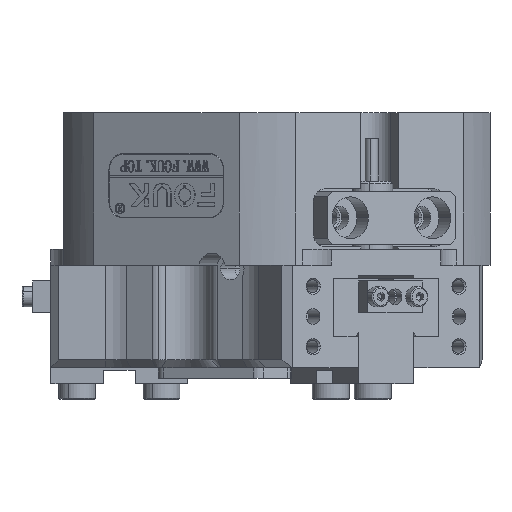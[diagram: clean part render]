
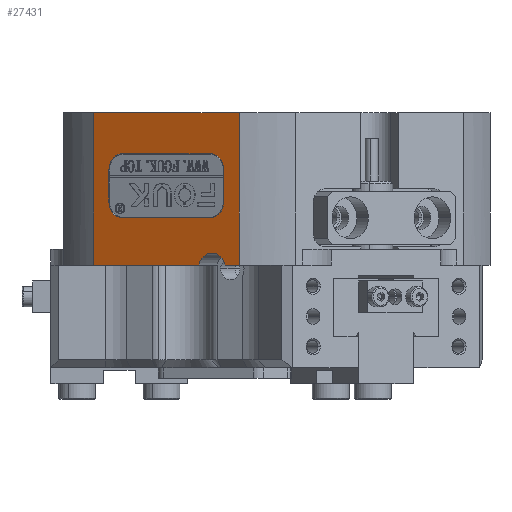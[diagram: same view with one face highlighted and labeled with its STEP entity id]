
A CAD part, front view. The second image highlights one B-rep face of the part: STEP entity #27431.
In plain terms, the highlighted planar face has unit normal (-0.5, -0.866, 0).
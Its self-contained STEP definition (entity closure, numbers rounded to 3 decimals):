
#316 = CARTESIAN_POINT ( 'NONE',  ( -23.972, -41.816, 119.728 ) ) ;
#593 = CIRCLE ( 'NONE', #1331, 3. ) ;
#751 = VERTEX_POINT ( 'NONE', #17394 ) ;
#870 = DIRECTION ( 'NONE',  ( -0.5, -0.866, 0. ) ) ;
#1128 = ORIENTED_EDGE ( 'NONE', *, *, #9422, .T. ) ;
#1331 = AXIS2_PLACEMENT_3D ( 'NONE', #13696, #870, #17181 ) ;
#1769 = CARTESIAN_POINT ( 'NONE',  ( -48.713, -27.532, 108.928 ) ) ;
#2165 = VERTEX_POINT ( 'NONE', #10526 ) ;
#2412 = CARTESIAN_POINT ( 'NONE',  ( -26.614, -40.291, 90.728 ) ) ;
#2550 = EDGE_LOOP ( 'NONE', ( #13851, #17810, #32470, #1128, #14568, #24461 ) ) ;
#3176 = DIRECTION ( 'NONE',  ( 0., 0., 1. ) ) ;
#3921 = ORIENTED_EDGE ( 'NONE', *, *, #24654, .F. ) ;
#4432 = CIRCLE ( 'NONE', #30902, 3. ) ;
#4575 = CARTESIAN_POINT ( 'NONE',  ( -29.487, -38.632, 111.928 ) ) ;
#4599 = CARTESIAN_POINT ( 'NONE',  ( -46.115, -29.032, 108.928 ) ) ;
#4694 = PLANE ( 'NONE',  #18424 ) ;
#4810 = EDGE_LOOP ( 'NONE', ( #22262, #20929, #23800, #3921, #37816, #36189, #34462, #8908 ) ) ;
#4968 = LINE ( 'NONE', #40802, #26305 ) ;
#5101 = VERTEX_POINT ( 'NONE', #14588 ) ;
#5495 = VECTOR ( 'NONE', #29304, 1000. ) ;
#5556 = DIRECTION ( 'NONE',  ( -0.5, -0.866, 0. ) ) ;
#5572 = VECTOR ( 'NONE', #26072, 1000. ) ;
#5786 = FACE_BOUND ( 'NONE', #4810, .T. ) ;
#6121 = DIRECTION ( 'NONE',  ( 0., 0., 1. ) ) ;
#6214 = CIRCLE ( 'NONE', #20605, 3. ) ;
#7094 = DIRECTION ( 'NONE',  ( -0.5, -0.866, 0. ) ) ;
#7209 = LINE ( 'NONE', #26773, #34834 ) ;
#7341 = FACE_OUTER_BOUND ( 'NONE', #2550, .T. ) ;
#7595 = CARTESIAN_POINT ( 'NONE',  ( -15.196, -46.883, 140.728 ) ) ;
#8908 = ORIENTED_EDGE ( 'NONE', *, *, #16909, .F. ) ;
#9136 = EDGE_CURVE ( 'NONE', #2165, #39876, #13956, .T. ) ;
#9356 = VERTEX_POINT ( 'NONE', #32749 ) ;
#9422 = EDGE_CURVE ( 'NONE', #9356, #26761, #27489, .T. ) ;
#9798 = DIRECTION ( 'NONE',  ( 0., 0., -1. ) ) ;
#10526 = CARTESIAN_POINT ( 'NONE',  ( -48.713, -27.532, 102.728 ) ) ;
#10554 = DIRECTION ( 'NONE',  ( -0.866, 0.5, 0. ) ) ;
#10598 = AXIS2_PLACEMENT_3D ( 'NONE', #28957, #5556, #25196 ) ;
#10819 = DIRECTION ( 'NONE',  ( -0.866, 0.5, 0. ) ) ;
#10990 = VECTOR ( 'NONE', #39010, 1000. ) ;
#12171 = VERTEX_POINT ( 'NONE', #19412 ) ;
#12584 = DIRECTION ( 'NONE',  ( -0.5, -0.866, 0. ) ) ;
#12725 = VECTOR ( 'NONE', #3176, 1000. ) ;
#13096 = CARTESIAN_POINT ( 'NONE',  ( -51.63, -25.848, 119.728 ) ) ;
#13696 = CARTESIAN_POINT ( 'NONE',  ( -29.487, -38.632, 108.928 ) ) ;
#13851 = ORIENTED_EDGE ( 'NONE', *, *, #27735, .F. ) ;
#13956 = CIRCLE ( 'NONE', #10598, 3. ) ;
#14062 = VERTEX_POINT ( 'NONE', #13096 ) ;
#14568 = ORIENTED_EDGE ( 'NONE', *, *, #16176, .T. ) ;
#14588 = CARTESIAN_POINT ( 'NONE',  ( -26.889, -40.132, 108.928 ) ) ;
#16012 = LINE ( 'NONE', #40934, #35303 ) ;
#16176 = EDGE_CURVE ( 'NONE', #26761, #14062, #32104, .T. ) ;
#16437 = CARTESIAN_POINT ( 'NONE',  ( -37.801, -33.832, 119.728 ) ) ;
#16634 = VECTOR ( 'NONE', #18859, 1000. ) ;
#16909 = EDGE_CURVE ( 'NONE', #12171, #38850, #4432, .T. ) ;
#17181 = DIRECTION ( 'NONE',  ( -0.866, 0.5, 0. ) ) ;
#17394 = CARTESIAN_POINT ( 'NONE',  ( -31.667, -37.373, 90.728 ) ) ;
#17641 = EDGE_CURVE ( 'NONE', #38850, #2165, #7209, .T. ) ;
#17810 = ORIENTED_EDGE ( 'NONE', *, *, #34280, .F. ) ;
#17910 = DIRECTION ( 'NONE',  ( 0., 0., -1. ) ) ;
#18088 = DIRECTION ( 'NONE',  ( 0.866, -0.5, 0. ) ) ;
#18424 = AXIS2_PLACEMENT_3D ( 'NONE', #7595, #30708, #10819 ) ;
#18859 = DIRECTION ( 'NONE',  ( 0.866, -0.5, 0. ) ) ;
#19010 = LINE ( 'NONE', #36312, #5495 ) ;
#19295 = CARTESIAN_POINT ( 'NONE',  ( -51.63, -25.848, 90.728 ) ) ;
#19325 = CARTESIAN_POINT ( 'NONE',  ( -26.889, -40.132, 108.928 ) ) ;
#19412 = CARTESIAN_POINT ( 'NONE',  ( -46.115, -29.032, 111.928 ) ) ;
#20066 = EDGE_CURVE ( 'NONE', #9356, #21798, #4968, .T. ) ;
#20605 = AXIS2_PLACEMENT_3D ( 'NONE', #32479, #12584, #22176 ) ;
#20929 = ORIENTED_EDGE ( 'NONE', *, *, #24920, .F. ) ;
#21460 = EDGE_CURVE ( 'NONE', #35309, #5101, #30407, .T. ) ;
#21757 = VERTEX_POINT ( 'NONE', #42299 ) ;
#21798 = VERTEX_POINT ( 'NONE', #2412 ) ;
#22176 = DIRECTION ( 'NONE',  ( 0.866, -0.5, 0. ) ) ;
#22262 = ORIENTED_EDGE ( 'NONE', *, *, #31205, .F. ) ;
#23800 = ORIENTED_EDGE ( 'NONE', *, *, #21460, .F. ) ;
#23820 = DIRECTION ( 'NONE',  ( 0.866, -0.5, 0. ) ) ;
#24461 = ORIENTED_EDGE ( 'NONE', *, *, #40346, .T. ) ;
#24654 = EDGE_CURVE ( 'NONE', #21757, #35309, #6214, .T. ) ;
#24920 = EDGE_CURVE ( 'NONE', #5101, #35002, #593, .T. ) ;
#24921 = CIRCLE ( 'NONE', #30841, 3. ) ;
#25196 = DIRECTION ( 'NONE',  ( 0.866, -0.5, 0. ) ) ;
#26072 = DIRECTION ( 'NONE',  ( -0.866, 0.5, 0. ) ) ;
#26305 = VECTOR ( 'NONE', #10554, 1000. ) ;
#26761 = VERTEX_POINT ( 'NONE', #316 ) ;
#26773 = CARTESIAN_POINT ( 'NONE',  ( -48.713, -27.532, 108.928 ) ) ;
#27027 = CARTESIAN_POINT ( 'NONE',  ( -29.141, -38.832, 90.028 ) ) ;
#27431 = ADVANCED_FACE ( 'NONE', ( #5786, #7341 ), #4694, .F. ) ;
#27489 = LINE ( 'NONE', #33044, #42607 ) ;
#27580 = DIRECTION ( 'NONE',  ( -0.5, -0.866, 0. ) ) ;
#27735 = EDGE_CURVE ( 'NONE', #751, #38406, #36497, .T. ) ;
#28234 = EDGE_CURVE ( 'NONE', #39876, #21757, #39039, .T. ) ;
#28797 = CARTESIAN_POINT ( 'NONE',  ( -26.763, -40.205, 90.728 ) ) ;
#28957 = CARTESIAN_POINT ( 'NONE',  ( -46.115, -29.032, 102.728 ) ) ;
#29304 = DIRECTION ( 'NONE',  ( -0.866, 0.5, 0. ) ) ;
#30407 = LINE ( 'NONE', #19325, #12725 ) ;
#30708 = DIRECTION ( 'NONE',  ( 0.5, 0.866, 0. ) ) ;
#30841 = AXIS2_PLACEMENT_3D ( 'NONE', #27027, #7094, #23820 ) ;
#30902 = AXIS2_PLACEMENT_3D ( 'NONE', #4599, #27580, #18088 ) ;
#31191 = CARTESIAN_POINT ( 'NONE',  ( -46.115, -29.032, 99.728 ) ) ;
#31205 = EDGE_CURVE ( 'NONE', #35002, #12171, #19010, .T. ) ;
#32104 = LINE ( 'NONE', #16437, #5572 ) ;
#32470 = ORIENTED_EDGE ( 'NONE', *, *, #20066, .F. ) ;
#32479 = CARTESIAN_POINT ( 'NONE',  ( -29.487, -38.632, 102.728 ) ) ;
#32749 = CARTESIAN_POINT ( 'NONE',  ( -23.972, -41.816, 90.728 ) ) ;
#33044 = CARTESIAN_POINT ( 'NONE',  ( -23.972, -41.816, 71.228 ) ) ;
#34212 = CARTESIAN_POINT ( 'NONE',  ( -26.889, -40.132, 102.728 ) ) ;
#34280 = EDGE_CURVE ( 'NONE', #21798, #751, #24921, .T. ) ;
#34462 = ORIENTED_EDGE ( 'NONE', *, *, #17641, .F. ) ;
#34834 = VECTOR ( 'NONE', #9798, 1000. ) ;
#35002 = VERTEX_POINT ( 'NONE', #4575 ) ;
#35053 = CARTESIAN_POINT ( 'NONE',  ( -46.115, -29.032, 99.728 ) ) ;
#35303 = VECTOR ( 'NONE', #17910, 1000. ) ;
#35309 = VERTEX_POINT ( 'NONE', #34212 ) ;
#36189 = ORIENTED_EDGE ( 'NONE', *, *, #9136, .F. ) ;
#36312 = CARTESIAN_POINT ( 'NONE',  ( -46.115, -29.032, 111.928 ) ) ;
#36497 = LINE ( 'NONE', #28797, #10990 ) ;
#37816 = ORIENTED_EDGE ( 'NONE', *, *, #28234, .F. ) ;
#38406 = VERTEX_POINT ( 'NONE', #19295 ) ;
#38850 = VERTEX_POINT ( 'NONE', #1769 ) ;
#39010 = DIRECTION ( 'NONE',  ( -0.866, 0.5, 0. ) ) ;
#39039 = LINE ( 'NONE', #35053, #16634 ) ;
#39876 = VERTEX_POINT ( 'NONE', #31191 ) ;
#40346 = EDGE_CURVE ( 'NONE', #14062, #38406, #16012, .T. ) ;
#40802 = CARTESIAN_POINT ( 'NONE',  ( -26.763, -40.205, 90.728 ) ) ;
#40934 = CARTESIAN_POINT ( 'NONE',  ( -51.63, -25.848, 71.228 ) ) ;
#42299 = CARTESIAN_POINT ( 'NONE',  ( -29.487, -38.632, 99.728 ) ) ;
#42607 = VECTOR ( 'NONE', #6121, 1000. ) ;
